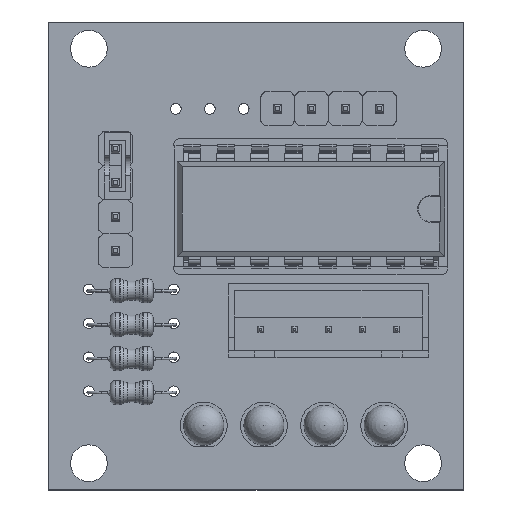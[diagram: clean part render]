
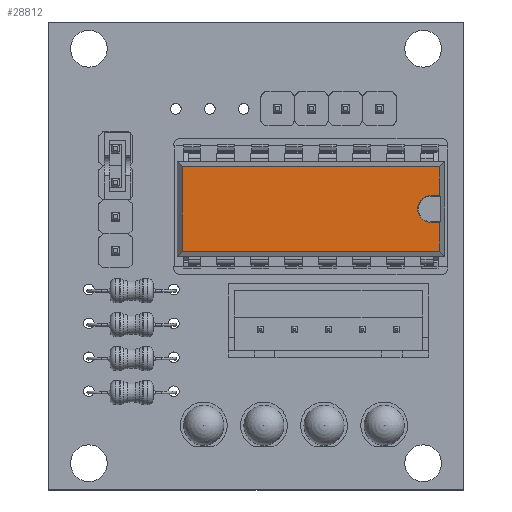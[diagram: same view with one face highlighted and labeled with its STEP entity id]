
A CAD part, top view. The second image highlights one B-rep face of the part: STEP entity #28812.
In plain terms, the highlighted planar face has unit normal (0, 0, 1).
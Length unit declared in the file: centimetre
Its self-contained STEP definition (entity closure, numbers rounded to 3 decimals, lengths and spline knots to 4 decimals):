
#1078=LINE('',#43450,#4226);
#1080=LINE('',#43456,#4228);
#1084=LINE('',#43467,#4232);
#1085=LINE('',#43469,#4233);
#1086=LINE('',#43471,#4234);
#1087=LINE('',#43473,#4235);
#1088=LINE('',#43474,#4236);
#4226=VECTOR('',#34383,1.);
#4228=VECTOR('',#34387,1.);
#4232=VECTOR('',#34401,1.);
#4233=VECTOR('',#34402,1.);
#4234=VECTOR('',#34403,1.);
#4235=VECTOR('',#34404,1.);
#4236=VECTOR('',#34405,1.);
#7053=PLANE('',#30657);
#8396=FACE_OUTER_BOUND('',#10185,.T.);
#10185=EDGE_LOOP('',(#20960,#20961,#20962,#20963,#20964,#20965,#20966,#20967));
#11644=CIRCLE('',#30655,0.1);
#12946=VERTEX_POINT('',#43444);
#12948=VERTEX_POINT('',#43448);
#12949=VERTEX_POINT('',#43452);
#12951=VERTEX_POINT('',#43455);
#12953=VERTEX_POINT('',#43466);
#12954=VERTEX_POINT('',#43468);
#12955=VERTEX_POINT('',#43470);
#12956=VERTEX_POINT('',#43472);
#15975=EDGE_CURVE('',#12946,#12948,#1078,.T.);
#15977=EDGE_CURVE('',#12951,#12949,#1080,.T.);
#15981=EDGE_CURVE('',#12948,#12951,#11644,.T.);
#15983=EDGE_CURVE('',#12949,#12953,#1084,.T.);
#15984=EDGE_CURVE('',#12953,#12954,#1085,.T.);
#15985=EDGE_CURVE('',#12954,#12955,#1086,.T.);
#15986=EDGE_CURVE('',#12955,#12956,#1087,.T.);
#15987=EDGE_CURVE('',#12956,#12946,#1088,.T.);
#20960=ORIENTED_EDGE('',*,*,#15975,.T.);
#20961=ORIENTED_EDGE('',*,*,#15981,.T.);
#20962=ORIENTED_EDGE('',*,*,#15977,.T.);
#20963=ORIENTED_EDGE('',*,*,#15983,.T.);
#20964=ORIENTED_EDGE('',*,*,#15984,.T.);
#20965=ORIENTED_EDGE('',*,*,#15985,.T.);
#20966=ORIENTED_EDGE('',*,*,#15986,.T.);
#20967=ORIENTED_EDGE('',*,*,#15987,.T.);
#28812=ADVANCED_FACE('',(#8396),#7053,.F.);
#30655=AXIS2_PLACEMENT_3D('',#43462,#34394,#34395);
#30657=AXIS2_PLACEMENT_3D('',#43465,#34399,#34400);
#34383=DIRECTION('',(0.,1.,0.));
#34387=DIRECTION('',(0.,-1.,0.));
#34394=DIRECTION('center_axis',(0.,0.,-1.));
#34395=DIRECTION('ref_axis',(1.,0.,0.));
#34399=DIRECTION('center_axis',(0.,0.,-1.));
#34400=DIRECTION('ref_axis',(1.,0.,0.));
#34401=DIRECTION('',(1.,0.,0.));
#34402=DIRECTION('',(0.,1.,0.));
#34403=DIRECTION('',(-1.,0.,0.));
#34404=DIRECTION('',(0.,-1.,0.));
#34405=DIRECTION('',(1.,0.,0.));
#43444=CARTESIAN_POINT('',(-0.1,-0.9616,0.511));
#43448=CARTESIAN_POINT('',(-0.1,-0.9,0.511));
#43450=CARTESIAN_POINT('',(-0.1,-0.45,0.511));
#43452=CARTESIAN_POINT('',(0.1,-0.9616,0.511));
#43455=CARTESIAN_POINT('',(0.1,-0.9,0.511));
#43456=CARTESIAN_POINT('',(0.1,-0.5,0.511));
#43462=CARTESIAN_POINT('Origin',(0.,-0.9,0.511));
#43465=CARTESIAN_POINT('Origin',(0.,0.,
0.511));
#43466=CARTESIAN_POINT('',(0.3166,-0.9616,0.511));
#43467=CARTESIAN_POINT('',(0.355,-0.9616,0.511));
#43468=CARTESIAN_POINT('',(0.3166,0.9616,0.511));
#43469=CARTESIAN_POINT('',(0.3166,1.,0.511));
#43470=CARTESIAN_POINT('',(-0.3166,0.9616,0.511));
#43471=CARTESIAN_POINT('',(-0.355,0.9616,0.511));
#43472=CARTESIAN_POINT('',(-0.3166,-0.9616,0.511));
#43473=CARTESIAN_POINT('',(-0.3166,-1.,0.511));
#43474=CARTESIAN_POINT('',(0.355,-0.9616,0.511));
